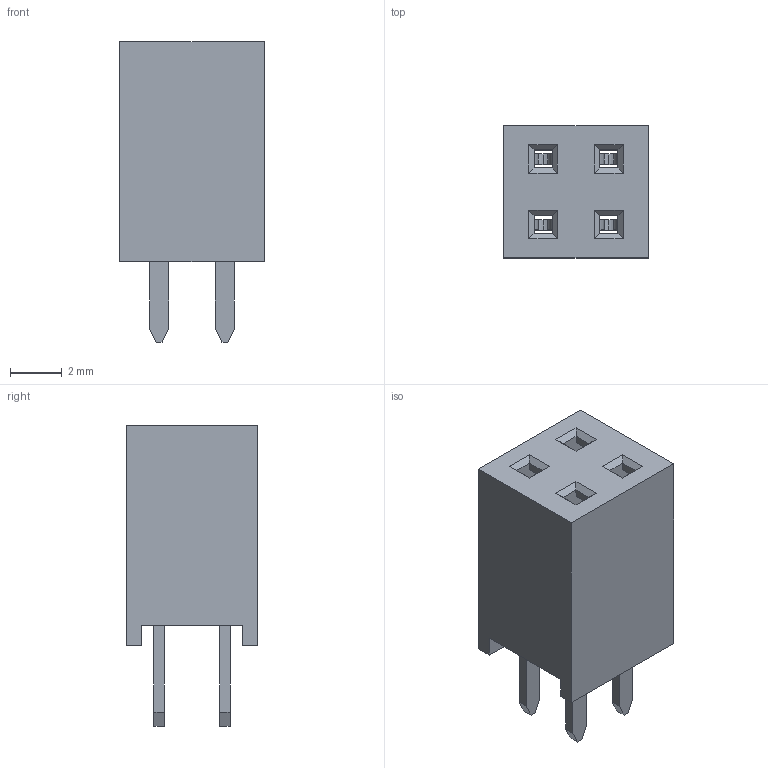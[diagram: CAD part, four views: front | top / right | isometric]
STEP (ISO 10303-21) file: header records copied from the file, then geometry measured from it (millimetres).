
FILE_DESCRIPTION(/* description */ ('Unknown'),/* implementation_level */ '2;1');
FILE_NAME(/* name */ '61300421821',/* time_stamp */ '2022-06-30T07:59:14+02:00',/* author */ ('Unknown'),/* organization */ ('Unknown'),/* preprocessor_version */ 'ST-DEVELOPER v16.7',/* originating_system */ 'Solid Edge',/* authorisation */ 'Unknown');
FILE_SCHEMA (('AUTOMOTIVE_DESIGN {1 0 10303 214 3 1 1}'));
Length unit declared in the file: millimetre
Products named in the file (3): 6130xx21821; 61300421821; 6130xx21821_PIN
Assembly tree (5 placements, depth 2):
  6130xx21821
    61300421821
    6130xx21821_PIN  x4
Bounding box: 5.58 x 5.08 x 11.6 mm (x, y, z)
Volume: 197.6 mm3; surface area: 526.6 mm2
Topology: 5 solids, 5 shells, 174 faces, 460 edges, 296 vertices
Faces by surface type: plane 134, cylinder 24, bspline 8, torus 8
Entity records: 2741 total; most frequent: CARTESIAN_POINT 508, ORIENTED_EDGE 450, DIRECTION 421, EDGE_CURVE 225, LINE 203, VECTOR 203, VERTEX_POINT 144, AXIS2_PLACEMENT_3D 109
